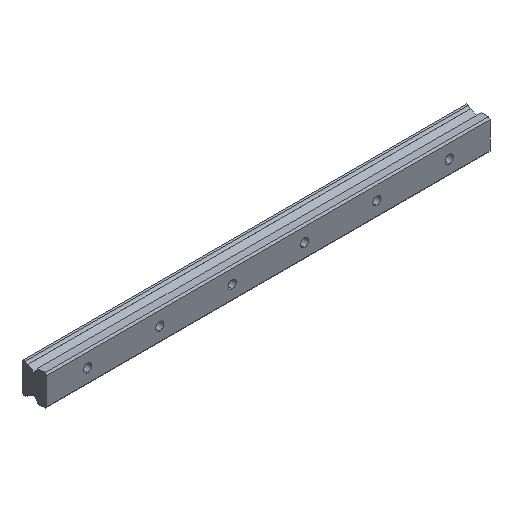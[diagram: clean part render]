
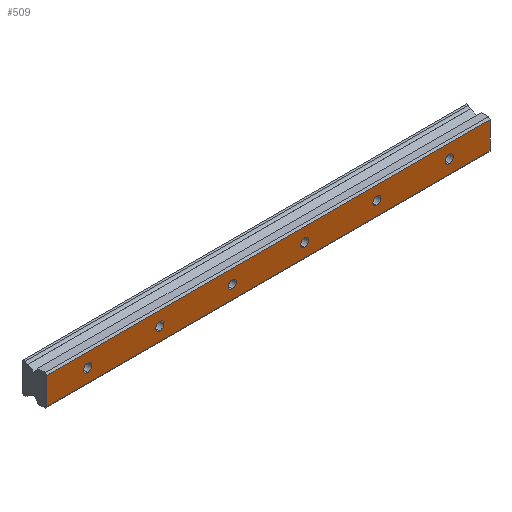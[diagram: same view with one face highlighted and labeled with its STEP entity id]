
A CAD part, isometric view. The second image highlights one B-rep face of the part: STEP entity #509.
In plain terms, the highlighted planar face has unit normal (0, -1, 0).
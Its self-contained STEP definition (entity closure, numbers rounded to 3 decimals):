
#11 = CARTESIAN_POINT ( 'NONE',  ( 240., 0., 0. ) ) ;
#15 = FACE_BOUND ( 'NONE', #1162, .T. ) ;
#19 = VERTEX_POINT ( 'NONE', #1588 ) ;
#73 = DIRECTION ( 'NONE',  ( 0., -1., 0. ) ) ;
#84 = DIRECTION ( 'NONE',  ( 0., -1., 0. ) ) ;
#99 = CARTESIAN_POINT ( 'NONE',  ( 445., 0., 14.95 ) ) ;
#124 = ORIENTED_EDGE ( 'NONE', *, *, #1795, .F. ) ;
#155 = VERTEX_POINT ( 'NONE', #649 ) ;
#156 = DIRECTION ( 'NONE',  ( 0., -1., 0. ) ) ;
#160 = DIRECTION ( 'NONE',  ( 0., 0., 1. ) ) ;
#175 = EDGE_CURVE ( 'NONE', #19, #432, #922, .T. ) ;
#181 = AXIS2_PLACEMENT_3D ( 'NONE', #885, #1156, #713 ) ;
#200 = CARTESIAN_POINT ( 'NONE',  ( 445., 0., 14.95 ) ) ;
#204 = AXIS2_PLACEMENT_3D ( 'NONE', #1440, #156, #443 ) ;
#205 = EDGE_LOOP ( 'NONE', ( #850, #557 ) ) ;
#215 = EDGE_CURVE ( 'NONE', #954, #19, #508, .T. ) ;
#218 = CARTESIAN_POINT ( 'NONE',  ( 320., 0., -4.5 ) ) ;
#233 = CARTESIAN_POINT ( 'NONE',  ( 400., 0., 0. ) ) ;
#236 = CARTESIAN_POINT ( 'NONE',  ( 160., 0., 0. ) ) ;
#245 = ORIENTED_EDGE ( 'NONE', *, *, #215, .F. ) ;
#256 = CARTESIAN_POINT ( 'NONE',  ( 240., 0., 0. ) ) ;
#257 = ORIENTED_EDGE ( 'NONE', *, *, #1272, .F. ) ;
#270 = AXIS2_PLACEMENT_3D ( 'NONE', #1430, #599, #1014 ) ;
#279 = VERTEX_POINT ( 'NONE', #1388 ) ;
#294 = DIRECTION ( 'NONE',  ( 0., 1., 0. ) ) ;
#300 = DIRECTION ( 'NONE',  ( 0., 0., 1. ) ) ;
#301 = CIRCLE ( 'NONE', #1410, 4.5 ) ;
#314 = DIRECTION ( 'NONE',  ( 0., 0., 1. ) ) ;
#320 = CIRCLE ( 'NONE', #1249, 4.5 ) ;
#322 = AXIS2_PLACEMENT_3D ( 'NONE', #587, #294, #160 ) ;
#343 = CARTESIAN_POINT ( 'NONE',  ( 400., 0., 4.5 ) ) ;
#349 = AXIS2_PLACEMENT_3D ( 'NONE', #666, #422, #1164 ) ;
#353 = DIRECTION ( 'NONE',  ( 0., 0., 1. ) ) ;
#356 = DIRECTION ( 'NONE',  ( 0., -1., 0. ) ) ;
#422 = DIRECTION ( 'NONE',  ( 0., -1., 0. ) ) ;
#432 = VERTEX_POINT ( 'NONE', #1725 ) ;
#441 = EDGE_LOOP ( 'NONE', ( #692, #800 ) ) ;
#443 = DIRECTION ( 'NONE',  ( 0., 0., 1. ) ) ;
#451 = FACE_BOUND ( 'NONE', #205, .T. ) ;
#471 = CARTESIAN_POINT ( 'NONE',  ( 320., 0., 4.5 ) ) ;
#474 = DIRECTION ( 'NONE',  ( 0., -1., 0. ) ) ;
#497 = CIRCLE ( 'NONE', #1549, 4.5 ) ;
#508 = LINE ( 'NONE', #611, #1730 ) ;
#509 = ADVANCED_FACE ( 'NONE', ( #710, #1599, #451, #15, #571, #1003, #867 ), #1572, .F. ) ;
#557 = ORIENTED_EDGE ( 'NONE', *, *, #1001, .F. ) ;
#561 = ORIENTED_EDGE ( 'NONE', *, *, #175, .F. ) ;
#571 = FACE_BOUND ( 'NONE', #1819, .T. ) ;
#576 = EDGE_CURVE ( 'NONE', #745, #1566, #1517, .T. ) ;
#587 = CARTESIAN_POINT ( 'NONE',  ( 445., 0., 14.95 ) ) ;
#588 = ORIENTED_EDGE ( 'NONE', *, *, #1352, .F. ) ;
#599 = DIRECTION ( 'NONE',  ( 0., -1., 0. ) ) ;
#611 = CARTESIAN_POINT ( 'NONE',  ( 445., 0., -14.95 ) ) ;
#612 = CIRCLE ( 'NONE', #1459, 4.5 ) ;
#620 = CARTESIAN_POINT ( 'NONE',  ( 80., 0., 4.5 ) ) ;
#628 = EDGE_LOOP ( 'NONE', ( #124, #588 ) ) ;
#649 = CARTESIAN_POINT ( 'NONE',  ( 400., 0., -4.5 ) ) ;
#666 = CARTESIAN_POINT ( 'NONE',  ( 0., 0., 0. ) ) ;
#677 = CARTESIAN_POINT ( 'NONE',  ( 0., 0., -4.5 ) ) ;
#685 = VECTOR ( 'NONE', #1234, 1000. ) ;
#692 = ORIENTED_EDGE ( 'NONE', *, *, #576, .F. ) ;
#705 = EDGE_CURVE ( 'NONE', #1265, #1155, #1435, .T. ) ;
#710 = FACE_OUTER_BOUND ( 'NONE', #1639, .T. ) ;
#713 = DIRECTION ( 'NONE',  ( 0., 0., 1. ) ) ;
#734 = CARTESIAN_POINT ( 'NONE',  ( 80., 0., 0. ) ) ;
#743 = CIRCLE ( 'NONE', #181, 4.5 ) ;
#745 = VERTEX_POINT ( 'NONE', #1218 ) ;
#771 = EDGE_CURVE ( 'NONE', #1450, #1438, #612, .T. ) ;
#772 = CARTESIAN_POINT ( 'NONE',  ( 160., 0., 4.5 ) ) ;
#785 = DIRECTION ( 'NONE',  ( -1., 0., 0. ) ) ;
#789 = CIRCLE ( 'NONE', #1754, 4.5 ) ;
#793 = DIRECTION ( 'NONE',  ( 1., 0., 0. ) ) ;
#795 = CIRCLE ( 'NONE', #349, 4.5 ) ;
#800 = ORIENTED_EDGE ( 'NONE', *, *, #1621, .F. ) ;
#822 = EDGE_CURVE ( 'NONE', #432, #1385, #958, .T. ) ;
#823 = DIRECTION ( 'NONE',  ( 0., -1., 0. ) ) ;
#832 = CARTESIAN_POINT ( 'NONE',  ( 240., 0., -4.5 ) ) ;
#850 = ORIENTED_EDGE ( 'NONE', *, *, #963, .F. ) ;
#861 = AXIS2_PLACEMENT_3D ( 'NONE', #256, #84, #1112 ) ;
#866 = DIRECTION ( 'NONE',  ( 0., -1., 0. ) ) ;
#867 = FACE_BOUND ( 'NONE', #1735, .T. ) ;
#868 = ORIENTED_EDGE ( 'NONE', *, *, #1709, .F. ) ;
#885 = CARTESIAN_POINT ( 'NONE',  ( 80., 0., 0. ) ) ;
#893 = DIRECTION ( 'NONE',  ( 0., 0., 1. ) ) ;
#922 = LINE ( 'NONE', #1619, #1780 ) ;
#936 = CARTESIAN_POINT ( 'NONE',  ( 445., 0., 14.95 ) ) ;
#954 = VERTEX_POINT ( 'NONE', #1628 ) ;
#958 = LINE ( 'NONE', #936, #1185 ) ;
#963 = EDGE_CURVE ( 'NONE', #1838, #155, #320, .T. ) ;
#987 = VERTEX_POINT ( 'NONE', #772 ) ;
#1001 = EDGE_CURVE ( 'NONE', #155, #1838, #789, .T. ) ;
#1003 = FACE_BOUND ( 'NONE', #628, .T. ) ;
#1014 = DIRECTION ( 'NONE',  ( 0., 0., 1. ) ) ;
#1059 = CARTESIAN_POINT ( 'NONE',  ( 0., 0., 0. ) ) ;
#1080 = EDGE_CURVE ( 'NONE', #1155, #1265, #301, .T. ) ;
#1107 = CIRCLE ( 'NONE', #270, 4.5 ) ;
#1112 = DIRECTION ( 'NONE',  ( 0., 0., 1. ) ) ;
#1149 = CARTESIAN_POINT ( 'NONE',  ( 240., 0., 4.5 ) ) ;
#1155 = VERTEX_POINT ( 'NONE', #832 ) ;
#1156 = DIRECTION ( 'NONE',  ( 0., -1., 0. ) ) ;
#1162 = EDGE_LOOP ( 'NONE', ( #257, #1722 ) ) ;
#1164 = DIRECTION ( 'NONE',  ( 0., 0., 1. ) ) ;
#1177 = EDGE_CURVE ( 'NONE', #1385, #954, #1557, .T. ) ;
#1185 = VECTOR ( 'NONE', #793, 1000. ) ;
#1196 = ORIENTED_EDGE ( 'NONE', *, *, #705, .F. ) ;
#1201 = ORIENTED_EDGE ( 'NONE', *, *, #1080, .F. ) ;
#1218 = CARTESIAN_POINT ( 'NONE',  ( 0., 0., 4.5 ) ) ;
#1234 = DIRECTION ( 'NONE',  ( 0., 0., -1. ) ) ;
#1242 = CARTESIAN_POINT ( 'NONE',  ( 160., 0., -4.5 ) ) ;
#1249 = AXIS2_PLACEMENT_3D ( 'NONE', #233, #474, #1653 ) ;
#1265 = VERTEX_POINT ( 'NONE', #1149 ) ;
#1272 = EDGE_CURVE ( 'NONE', #1438, #1450, #1107, .T. ) ;
#1295 = EDGE_CURVE ( 'NONE', #1412, #279, #743, .T. ) ;
#1318 = AXIS2_PLACEMENT_3D ( 'NONE', #1059, #356, #893 ) ;
#1351 = CARTESIAN_POINT ( 'NONE',  ( 400., 0., 0. ) ) ;
#1352 = EDGE_CURVE ( 'NONE', #1534, #987, #1442, .T. ) ;
#1385 = VERTEX_POINT ( 'NONE', #200 ) ;
#1388 = CARTESIAN_POINT ( 'NONE',  ( 80., 0., -4.5 ) ) ;
#1406 = CIRCLE ( 'NONE', #1667, 4.5 ) ;
#1410 = AXIS2_PLACEMENT_3D ( 'NONE', #11, #1579, #300 ) ;
#1412 = VERTEX_POINT ( 'NONE', #620 ) ;
#1430 = CARTESIAN_POINT ( 'NONE',  ( 320., 0., 0. ) ) ;
#1435 = CIRCLE ( 'NONE', #861, 4.5 ) ;
#1438 = VERTEX_POINT ( 'NONE', #471 ) ;
#1440 = CARTESIAN_POINT ( 'NONE',  ( 160., 0., 0. ) ) ;
#1442 = CIRCLE ( 'NONE', #204, 4.5 ) ;
#1450 = VERTEX_POINT ( 'NONE', #218 ) ;
#1459 = AXIS2_PLACEMENT_3D ( 'NONE', #1550, #823, #1528 ) ;
#1495 = DIRECTION ( 'NONE',  ( 0., 0., 1. ) ) ;
#1517 = CIRCLE ( 'NONE', #1318, 4.5 ) ;
#1528 = DIRECTION ( 'NONE',  ( 0., 0., 1. ) ) ;
#1534 = VERTEX_POINT ( 'NONE', #1242 ) ;
#1549 = AXIS2_PLACEMENT_3D ( 'NONE', #236, #1789, #1799 ) ;
#1550 = CARTESIAN_POINT ( 'NONE',  ( 320., 0., 0. ) ) ;
#1557 = LINE ( 'NONE', #99, #685 ) ;
#1566 = VERTEX_POINT ( 'NONE', #677 ) ;
#1568 = ORIENTED_EDGE ( 'NONE', *, *, #1177, .F. ) ;
#1572 = PLANE ( 'NONE',  #322 ) ;
#1579 = DIRECTION ( 'NONE',  ( 0., -1., 0. ) ) ;
#1588 = CARTESIAN_POINT ( 'NONE',  ( -45., 0., -14.95 ) ) ;
#1599 = FACE_BOUND ( 'NONE', #441, .T. ) ;
#1619 = CARTESIAN_POINT ( 'NONE',  ( -45., 0., 14.95 ) ) ;
#1621 = EDGE_CURVE ( 'NONE', #1566, #745, #795, .T. ) ;
#1628 = CARTESIAN_POINT ( 'NONE',  ( 445., 0., -14.95 ) ) ;
#1639 = EDGE_LOOP ( 'NONE', ( #245, #1568, #1643, #561 ) ) ;
#1643 = ORIENTED_EDGE ( 'NONE', *, *, #822, .F. ) ;
#1653 = DIRECTION ( 'NONE',  ( 0., 0., 1. ) ) ;
#1667 = AXIS2_PLACEMENT_3D ( 'NONE', #734, #866, #314 ) ;
#1709 = EDGE_CURVE ( 'NONE', #279, #1412, #1406, .T. ) ;
#1722 = ORIENTED_EDGE ( 'NONE', *, *, #771, .F. ) ;
#1725 = CARTESIAN_POINT ( 'NONE',  ( -45., 0., 14.95 ) ) ;
#1730 = VECTOR ( 'NONE', #785, 1000. ) ;
#1735 = EDGE_LOOP ( 'NONE', ( #1775, #868 ) ) ;
#1754 = AXIS2_PLACEMENT_3D ( 'NONE', #1351, #73, #353 ) ;
#1775 = ORIENTED_EDGE ( 'NONE', *, *, #1295, .F. ) ;
#1780 = VECTOR ( 'NONE', #1495, 1000. ) ;
#1789 = DIRECTION ( 'NONE',  ( 0., -1., 0. ) ) ;
#1795 = EDGE_CURVE ( 'NONE', #987, #1534, #497, .T. ) ;
#1799 = DIRECTION ( 'NONE',  ( 0., 0., 1. ) ) ;
#1819 = EDGE_LOOP ( 'NONE', ( #1196, #1201 ) ) ;
#1838 = VERTEX_POINT ( 'NONE', #343 ) ;
